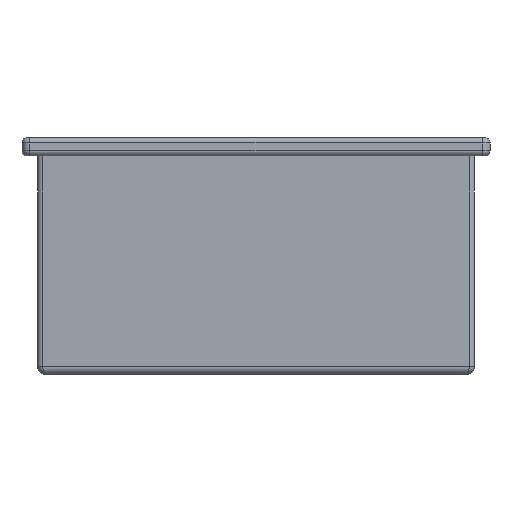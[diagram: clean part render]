
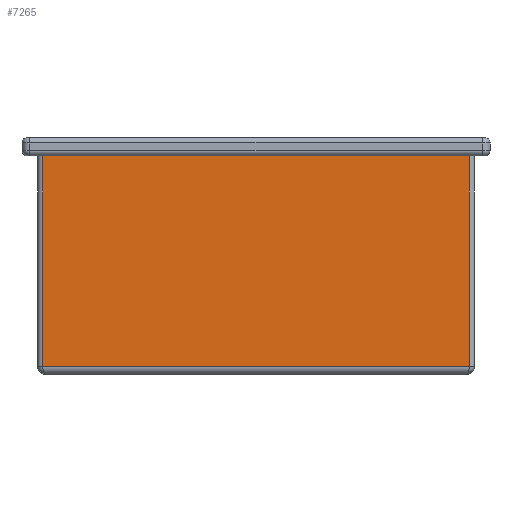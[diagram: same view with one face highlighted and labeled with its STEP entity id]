
A CAD part, front view. The second image highlights one B-rep face of the part: STEP entity #7265.
In plain terms, the highlighted planar face has unit normal (0, -1, 0).
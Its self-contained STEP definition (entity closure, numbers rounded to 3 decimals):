
#163 = VERTEX_POINT ( 'NONE', #3418 ) ;
#568 = EDGE_CURVE ( 'NONE', #6275, #163, #10875, .T. ) ;
#585 = DIRECTION ( 'NONE',  ( -1., 0., 0. ) ) ;
#2325 = ORIENTED_EDGE ( 'NONE', *, *, #8508, .T. ) ;
#3418 = CARTESIAN_POINT ( 'NONE',  ( -14.2, -3.38, -0.7 ) ) ;
#3931 = DIRECTION ( 'NONE',  ( 0., 0., 1. ) ) ;
#4199 = PLANE ( 'NONE',  #4635 ) ;
#4418 = CARTESIAN_POINT ( 'NONE',  ( -14.2, -3.38, -8.8 ) ) ;
#4635 = AXIS2_PLACEMENT_3D ( 'NONE', #5947, #10380, #5071 ) ;
#4823 = ORIENTED_EDGE ( 'NONE', *, *, #568, .F. ) ;
#4910 = EDGE_CURVE ( 'NONE', #8878, #163, #8670, .T. ) ;
#4953 = LINE ( 'NONE', #7966, #5228 ) ;
#5071 = DIRECTION ( 'NONE',  ( 0., 0., -1. ) ) ;
#5101 = LINE ( 'NONE', #8362, #9540 ) ;
#5228 = VECTOR ( 'NONE', #5295, 1000. ) ;
#5295 = DIRECTION ( 'NONE',  ( 1., 0., 0. ) ) ;
#5460 = EDGE_LOOP ( 'NONE', ( #4823, #10363, #2325, #6639 ) ) ;
#5614 = CARTESIAN_POINT ( 'NONE',  ( -14.2, -3.38, -8.7 ) ) ;
#5947 = CARTESIAN_POINT ( 'NONE',  ( -2., -3.38, -8.7 ) ) ;
#6275 = VERTEX_POINT ( 'NONE', #4418 ) ;
#6290 = VECTOR ( 'NONE', #585, 1000. ) ;
#6639 = ORIENTED_EDGE ( 'NONE', *, *, #4910, .T. ) ;
#7265 = ADVANCED_FACE ( 'NONE', ( #9302 ), #4199, .T. ) ;
#7678 = CARTESIAN_POINT ( 'NONE',  ( 2.4, -3.38, -0.7 ) ) ;
#7966 = CARTESIAN_POINT ( 'NONE',  ( -2., -3.38, -8.8 ) ) ;
#8362 = CARTESIAN_POINT ( 'NONE',  ( 2.2, -3.38, -8.7 ) ) ;
#8508 = EDGE_CURVE ( 'NONE', #9280, #8878, #5101, .T. ) ;
#8670 = LINE ( 'NONE', #7678, #6290 ) ;
#8878 = VERTEX_POINT ( 'NONE', #9450 ) ;
#9280 = VERTEX_POINT ( 'NONE', #10955 ) ;
#9302 = FACE_OUTER_BOUND ( 'NONE', #5460, .T. ) ;
#9450 = CARTESIAN_POINT ( 'NONE',  ( 2.2, -3.38, -0.7 ) ) ;
#9540 = VECTOR ( 'NONE', #3931, 1000. ) ;
#9675 = EDGE_CURVE ( 'NONE', #6275, #9280, #4953, .T. ) ;
#10363 = ORIENTED_EDGE ( 'NONE', *, *, #9675, .T. ) ;
#10380 = DIRECTION ( 'NONE',  ( 0., -1., 0. ) ) ;
#10599 = VECTOR ( 'NONE', #10913, 1000. ) ;
#10875 = LINE ( 'NONE', #5614, #10599 ) ;
#10913 = DIRECTION ( 'NONE',  ( 0., 0., 1. ) ) ;
#10955 = CARTESIAN_POINT ( 'NONE',  ( 2.2, -3.38, -8.8 ) ) ;
